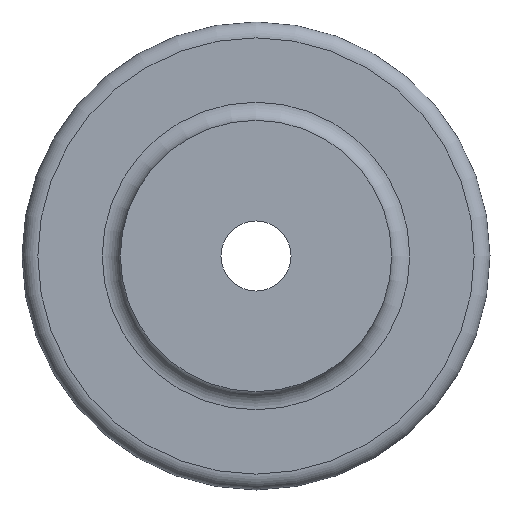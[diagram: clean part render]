
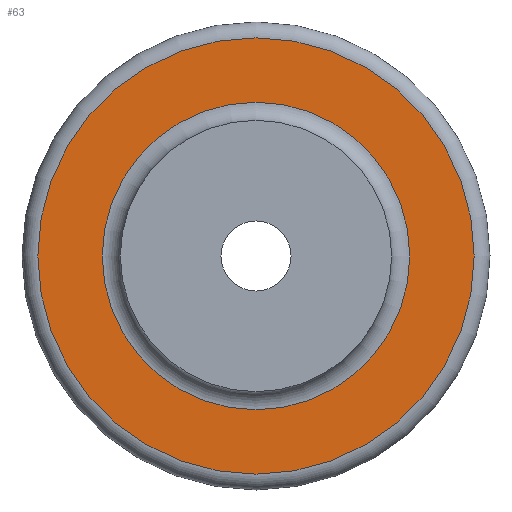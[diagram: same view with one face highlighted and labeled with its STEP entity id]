
A CAD part, front view. The second image highlights one B-rep face of the part: STEP entity #63.
In plain terms, the highlighted planar face has unit normal (0, -1, 0).
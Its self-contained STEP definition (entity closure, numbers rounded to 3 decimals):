
#58=PLANE('',#407);
#63=ADVANCED_FACE('',(#106,#107),#58,.F.);
#106=FACE_BOUND('',#172,.T.);
#107=FACE_BOUND('',#173,.T.);
#172=EDGE_LOOP('',(#238));
#173=EDGE_LOOP('',(#239));
#238=ORIENTED_EDGE('',*,*,#335,.T.);
#239=ORIENTED_EDGE('',*,*,#336,.T.);
#302=VERTEX_POINT('',#611);
#303=VERTEX_POINT('',#613);
#335=EDGE_CURVE('',#302,#302,#368,.T.);
#336=EDGE_CURVE('',#303,#303,#369,.T.);
#368=CIRCLE('',#405,3.4);
#369=CIRCLE('',#406,4.825);
#405=AXIS2_PLACEMENT_3D('',#610,#480,#481);
#406=AXIS2_PLACEMENT_3D('',#612,#482,#483);
#407=AXIS2_PLACEMENT_3D('',#614,#484,#485);
#480=DIRECTION('',(0.,1.,0.));
#481=DIRECTION('',(0.,0.,1.));
#482=DIRECTION('',(0.,-1.,0.));
#483=DIRECTION('',(0.,0.,1.));
#484=DIRECTION('',(0.,1.,0.));
#485=DIRECTION('',(0.,0.,1.));
#610=CARTESIAN_POINT('',(0.,3.5,0.3));
#611=CARTESIAN_POINT('',(0.,3.5,3.7));
#612=CARTESIAN_POINT('',(0.,3.5,0.3));
#613=CARTESIAN_POINT('',(0.,3.5,5.125));
#614=CARTESIAN_POINT('',(0.,3.5,4.35));
